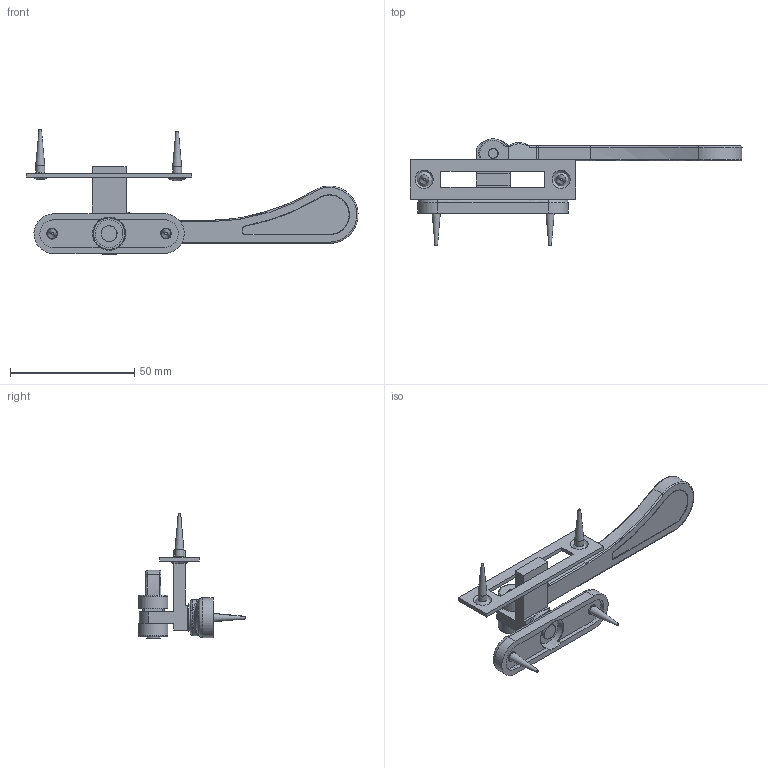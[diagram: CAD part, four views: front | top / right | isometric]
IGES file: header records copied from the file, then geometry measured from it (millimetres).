
Global section: file name: P4513-MP; native system: Autodesk Inventor 2018; preprocessor: unknown; author: ashami; date: 20180911.122220; units: millimetre
Bounding box: 133.6 x 42.74 x 50 mm (x, y, z)
Volume: 18354.1 mm3; surface area: 13183.1 mm2
Topology: 11 solids, 11 shells, 218 faces, 541 edges, 348 vertices
Faces by surface type: bspline 218
